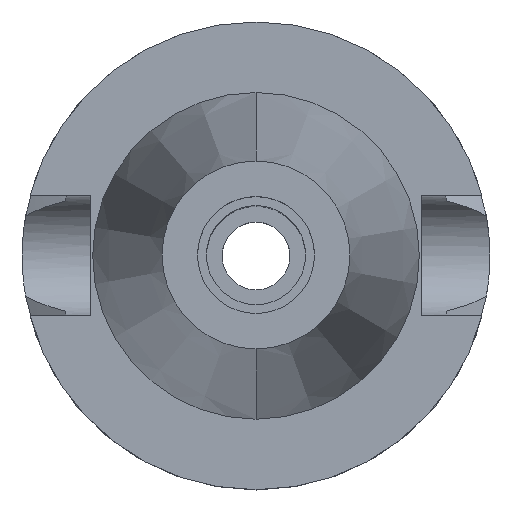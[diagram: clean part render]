
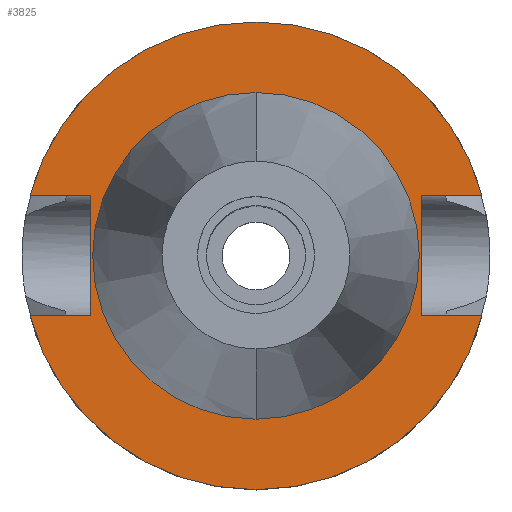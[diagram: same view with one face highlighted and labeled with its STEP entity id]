
A CAD part, top view. The second image highlights one B-rep face of the part: STEP entity #3825.
In plain terms, the highlighted planar face has unit normal (0, 0, 1).
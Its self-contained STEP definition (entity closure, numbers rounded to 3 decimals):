
#1604=DIRECTION('',(1.,0.,0.));
#1605=VECTOR('',#1604,12.921);
#1606=CARTESIAN_POINT('',(35.4,12.85,-1.5));
#1607=LINE('',#1606,#1605);
#1651=DIRECTION('',(0.,1.,0.));
#1652=VECTOR('',#1651,25.7);
#1653=CARTESIAN_POINT('',(-35.4,-12.85,-1.5));
#1654=LINE('',#1653,#1652);
#1658=DIRECTION('',(-1.,0.,0.));
#1659=VECTOR('',#1658,12.921);
#1660=CARTESIAN_POINT('',(-35.4,12.85,-1.5));
#1661=LINE('',#1660,#1659);
#1665=CARTESIAN_POINT('',(0.,0.,-1.5));
#1666=DIRECTION('',(0.,0.,-1.));
#1667=DIRECTION('',(-0.966,0.257,0.));
#1668=AXIS2_PLACEMENT_3D('',#1665,#1666,#1667);
#1673=CARTESIAN_POINT('',(0.,0.,-1.5));
#1674=DIRECTION('',(0.,0.,-1.));
#1675=DIRECTION('',(0.,1.,0.));
#1676=AXIS2_PLACEMENT_3D('',#1673,#1674,#1675);
#1681=DIRECTION('',(0.,-1.,0.));
#1682=VECTOR('',#1681,25.7);
#1683=CARTESIAN_POINT('',(35.4,12.85,-1.5));
#1684=LINE('',#1683,#1682);
#1688=DIRECTION('',(1.,0.,0.));
#1689=VECTOR('',#1688,12.921);
#1690=CARTESIAN_POINT('',(35.4,-12.85,-1.5));
#1691=LINE('',#1690,#1689);
#1695=CARTESIAN_POINT('',(0.,0.,-1.5));
#1696=DIRECTION('',(0.,0.,-1.));
#1697=DIRECTION('',(0.966,-0.257,0.));
#1698=AXIS2_PLACEMENT_3D('',#1695,#1696,#1697);
#1703=CARTESIAN_POINT('',(0.,0.,-1.5));
#1704=DIRECTION('',(0.,0.,-1.));
#1705=DIRECTION('',(0.,-1.,0.));
#1706=AXIS2_PLACEMENT_3D('',#1703,#1704,#1705);
#1711=CARTESIAN_POINT('',(0.,0.,-1.5));
#1712=DIRECTION('',(0.,0.,1.));
#1713=DIRECTION('',(0.,-1.,0.));
#1714=AXIS2_PLACEMENT_3D('',#1711,#1712,#1713);
#1719=CARTESIAN_POINT('',(0.,0.,-1.5));
#1720=DIRECTION('',(0.,0.,1.));
#1721=DIRECTION('',(0.,1.,0.));
#1722=AXIS2_PLACEMENT_3D('',#1719,#1720,#1721);
#1757=DIRECTION('',(-1.,0.,0.));
#1758=VECTOR('',#1757,12.921);
#1759=CARTESIAN_POINT('',(-35.4,-12.85,-1.5));
#1760=LINE('',#1759,#1758);
#2669=CARTESIAN_POINT('',(-35.4,-12.85,-1.5));
#2670=VERTEX_POINT('',#2669);
#2671=CARTESIAN_POINT('',(-48.321,-12.85,-1.5));
#2672=VERTEX_POINT('',#2671);
#2675=CARTESIAN_POINT('',(-35.4,12.85,-1.5));
#2676=VERTEX_POINT('',#2675);
#2677=CARTESIAN_POINT('',(-48.321,12.85,-1.5));
#2678=VERTEX_POINT('',#2677);
#2679=CARTESIAN_POINT('',(0.,50.,-1.5));
#2680=CARTESIAN_POINT('',(48.321,12.85,-1.5));
#2681=VERTEX_POINT('',#2679);
#2682=VERTEX_POINT('',#2680);
#2683=CARTESIAN_POINT('',(35.4,12.85,-1.5));
#2684=VERTEX_POINT('',#2683);
#2685=CARTESIAN_POINT('',(35.4,-12.85,-1.5));
#2686=VERTEX_POINT('',#2685);
#2687=CARTESIAN_POINT('',(48.321,-12.85,-1.5));
#2688=VERTEX_POINT('',#2687);
#2689=CARTESIAN_POINT('',(0.,-50.,-1.5));
#2690=VERTEX_POINT('',#2689);
#2691=CARTESIAN_POINT('',(0.,-34.925,-1.5));
#2692=CARTESIAN_POINT('',(0.,34.925,-1.5));
#2693=VERTEX_POINT('',#2691);
#2694=VERTEX_POINT('',#2692);
#3794=CARTESIAN_POINT('',(0.,0.,-1.5));
#3795=DIRECTION('',(0.,0.,-1.));
#3796=DIRECTION('',(0.,-1.,0.));
#3797=AXIS2_PLACEMENT_3D('',#3794,#3795,#3796);
#3798=PLANE('',#3797);
#3800=ORIENTED_EDGE('',*,*,#3799,.T.);
#3802=ORIENTED_EDGE('',*,*,#3801,.T.);
#3804=ORIENTED_EDGE('',*,*,#3803,.T.);
#3806=ORIENTED_EDGE('',*,*,#3805,.T.);
#3807=ORIENTED_EDGE('',*,*,#3770,.F.);
#3808=ORIENTED_EDGE('',*,*,#3784,.T.);
#3810=ORIENTED_EDGE('',*,*,#3809,.T.);
#3812=ORIENTED_EDGE('',*,*,#3811,.T.);
#3814=ORIENTED_EDGE('',*,*,#3813,.T.);
#3816=ORIENTED_EDGE('',*,*,#3815,.F.);
#3817=EDGE_LOOP('',(#3800,#3802,#3804,#3806,#3807,#3808,#3810,#3812,#3814,
#3816));
#3818=FACE_OUTER_BOUND('',#3817,.F.);
#3820=ORIENTED_EDGE('',*,*,#3819,.T.);
#3822=ORIENTED_EDGE('',*,*,#3821,.T.);
#3823=EDGE_LOOP('',(#3820,#3822));
#3824=FACE_BOUND('',#3823,.F.);
#1669=CIRCLE('',#1668,50.);
#1677=CIRCLE('',#1676,50.);
#1699=CIRCLE('',#1698,50.);
#1707=CIRCLE('',#1706,50.);
#1715=CIRCLE('',#1714,34.925);
#1723=CIRCLE('',#1722,34.925);
#3770=EDGE_CURVE('',#2684,#2682,#1607,.T.);
#3784=EDGE_CURVE('',#2684,#2686,#1684,.T.);
#3799=EDGE_CURVE('',#2670,#2676,#1654,.T.);
#3801=EDGE_CURVE('',#2676,#2678,#1661,.T.);
#3803=EDGE_CURVE('',#2678,#2681,#1669,.T.);
#3805=EDGE_CURVE('',#2681,#2682,#1677,.T.);
#3809=EDGE_CURVE('',#2686,#2688,#1691,.T.);
#3811=EDGE_CURVE('',#2688,#2690,#1699,.T.);
#3813=EDGE_CURVE('',#2690,#2672,#1707,.T.);
#3815=EDGE_CURVE('',#2670,#2672,#1760,.T.);
#3819=EDGE_CURVE('',#2693,#2694,#1715,.T.);
#3821=EDGE_CURVE('',#2694,#2693,#1723,.T.);
#3825=ADVANCED_FACE('',(#3818,#3824),#3798,.F.);
